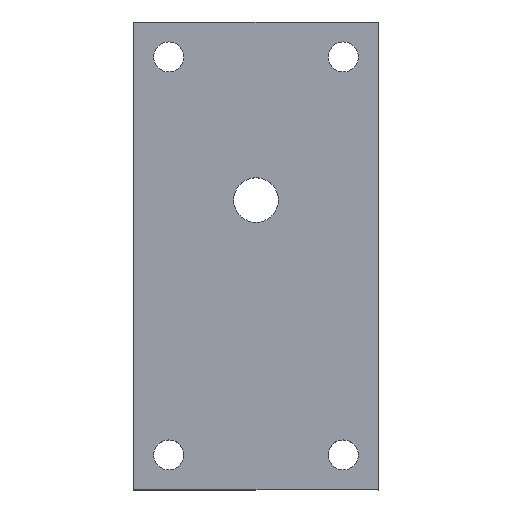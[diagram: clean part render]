
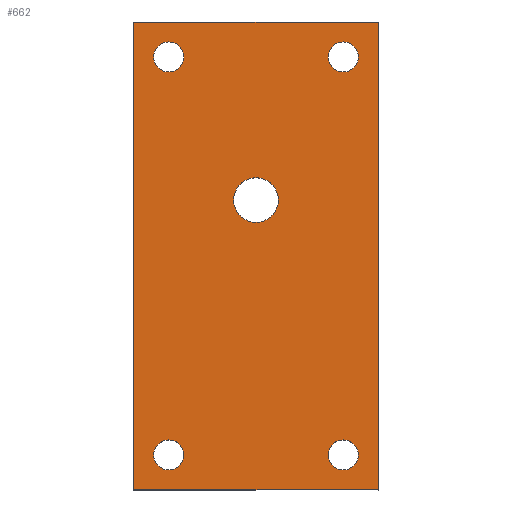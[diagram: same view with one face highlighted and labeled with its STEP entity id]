
A CAD part, top view. The second image highlights one B-rep face of the part: STEP entity #662.
In plain terms, the highlighted planar face has unit normal (0, 0, 1).
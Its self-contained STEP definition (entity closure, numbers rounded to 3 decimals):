
#1 = CARTESIAN_POINT ( 'NONE',  ( -12.5, -36., 8. ) ) ;
#2 = DIRECTION ( 'NONE',  ( 0., 0., 1. ) ) ;
#5 = AXIS2_PLACEMENT_3D ( 'NONE', #449, #69, #758 ) ;
#6 = LINE ( 'NONE', #284, #329 ) ;
#18 = CIRCLE ( 'NONE', #184, 2.15 ) ;
#22 = EDGE_CURVE ( 'NONE', #276, #409, #52, .T. ) ;
#28 = DIRECTION ( 'NONE',  ( 0., 1., 0. ) ) ;
#34 = ORIENTED_EDGE ( 'NONE', *, *, #221, .F. ) ;
#43 = ORIENTED_EDGE ( 'NONE', *, *, #247, .F. ) ;
#45 = DIRECTION ( 'NONE',  ( 0., 0., 1. ) ) ;
#52 = CIRCLE ( 'NONE', #406, 3.2 ) ;
#56 = AXIS2_PLACEMENT_3D ( 'NONE', #372, #447, #262 ) ;
#60 = AXIS2_PLACEMENT_3D ( 'NONE', #551, #296, #240 ) ;
#62 = CIRCLE ( 'NONE', #5, 3.2 ) ;
#69 = DIRECTION ( 'NONE',  ( 0., 0., 1. ) ) ;
#74 = VECTOR ( 'NONE', #224, 1000. ) ;
#99 = CARTESIAN_POINT ( 'NONE',  ( -10.35, 21., 8. ) ) ;
#102 = EDGE_CURVE ( 'NONE', #119, #602, #18, .T. ) ;
#107 = ORIENTED_EDGE ( 'NONE', *, *, #530, .F. ) ;
#108 = DIRECTION ( 'NONE',  ( 0., 0., 1. ) ) ;
#116 = CARTESIAN_POINT ( 'NONE',  ( 0., 0.5, 8. ) ) ;
#119 = VERTEX_POINT ( 'NONE', #188 ) ;
#120 = EDGE_CURVE ( 'NONE', #800, #424, #579, .T. ) ;
#123 = CARTESIAN_POINT ( 'NONE',  ( -12.5, -36., 8. ) ) ;
#141 = VECTOR ( 'NONE', #192, 1000. ) ;
#153 = EDGE_LOOP ( 'NONE', ( #180, #107 ) ) ;
#156 = AXIS2_PLACEMENT_3D ( 'NONE', #231, #45, #486 ) ;
#160 = EDGE_LOOP ( 'NONE', ( #200, #353 ) ) ;
#161 = DIRECTION ( 'NONE',  ( 1., 0., 0. ) ) ;
#169 = CARTESIAN_POINT ( 'NONE',  ( 14.65, 21., 8. ) ) ;
#174 = AXIS2_PLACEMENT_3D ( 'NONE', #413, #223, #338 ) ;
#180 = ORIENTED_EDGE ( 'NONE', *, *, #657, .F. ) ;
#181 = DIRECTION ( 'NONE',  ( 0., 0., 1. ) ) ;
#184 = AXIS2_PLACEMENT_3D ( 'NONE', #689, #2, #199 ) ;
#188 = CARTESIAN_POINT ( 'NONE',  ( 10.35, 21., 8. ) ) ;
#192 = DIRECTION ( 'NONE',  ( 0., -1., 0. ) ) ;
#193 = CARTESIAN_POINT ( 'NONE',  ( -14.65, -36., 8. ) ) ;
#194 = DIRECTION ( 'NONE',  ( 0., 0., 1. ) ) ;
#199 = DIRECTION ( 'NONE',  ( 1., 0., 0. ) ) ;
#200 = ORIENTED_EDGE ( 'NONE', *, *, #22, .F. ) ;
#207 = EDGE_CURVE ( 'NONE', #411, #800, #793, .T. ) ;
#212 = AXIS2_PLACEMENT_3D ( 'NONE', #324, #194, #702 ) ;
#221 = EDGE_CURVE ( 'NONE', #602, #119, #782, .T. ) ;
#223 = DIRECTION ( 'NONE',  ( 0., 0., 1. ) ) ;
#224 = DIRECTION ( 'NONE',  ( -1., 0., 0. ) ) ;
#225 = VECTOR ( 'NONE', #28, 1000. ) ;
#231 = CARTESIAN_POINT ( 'NONE',  ( 12.5, -36., 8. ) ) ;
#233 = ORIENTED_EDGE ( 'NONE', *, *, #347, .T. ) ;
#240 = DIRECTION ( 'NONE',  ( 1., 0., 0. ) ) ;
#246 = VERTEX_POINT ( 'NONE', #630 ) ;
#247 = EDGE_CURVE ( 'NONE', #246, #290, #590, .T. ) ;
#262 = DIRECTION ( 'NONE',  ( 1., 0., 0. ) ) ;
#276 = VERTEX_POINT ( 'NONE', #507 ) ;
#284 = CARTESIAN_POINT ( 'NONE',  ( 17.5, -41., 8. ) ) ;
#290 = VERTEX_POINT ( 'NONE', #193 ) ;
#294 = DIRECTION ( 'NONE',  ( 1., 0., 0. ) ) ;
#296 = DIRECTION ( 'NONE',  ( 0., 0., 1. ) ) ;
#303 = EDGE_CURVE ( 'NONE', #759, #581, #769, .T. ) ;
#321 = VERTEX_POINT ( 'NONE', #661 ) ;
#324 = CARTESIAN_POINT ( 'NONE',  ( 12.5, -36., 8. ) ) ;
#329 = VECTOR ( 'NONE', #161, 1000. ) ;
#335 = CIRCLE ( 'NONE', #570, 2.15 ) ;
#338 = DIRECTION ( 'NONE',  ( 1., 0., 0. ) ) ;
#339 = ORIENTED_EDGE ( 'NONE', *, *, #303, .F. ) ;
#347 = EDGE_CURVE ( 'NONE', #321, #411, #731, .T. ) ;
#353 = ORIENTED_EDGE ( 'NONE', *, *, #470, .F. ) ;
#364 = CARTESIAN_POINT ( 'NONE',  ( -17.5, -41., 8. ) ) ;
#372 = CARTESIAN_POINT ( 'NONE',  ( -12.5, 21., 8. ) ) ;
#384 = EDGE_LOOP ( 'NONE', ( #393, #559, #233, #468 ) ) ;
#393 = ORIENTED_EDGE ( 'NONE', *, *, #120, .T. ) ;
#406 = AXIS2_PLACEMENT_3D ( 'NONE', #116, #181, #294 ) ;
#409 = VERTEX_POINT ( 'NONE', #622 ) ;
#411 = VERTEX_POINT ( 'NONE', #488 ) ;
#413 = CARTESIAN_POINT ( 'NONE',  ( -12.5, 21., 8. ) ) ;
#417 = ORIENTED_EDGE ( 'NONE', *, *, #439, .F. ) ;
#424 = VERTEX_POINT ( 'NONE', #685 ) ;
#426 = DIRECTION ( 'NONE',  ( 1., 0., 0. ) ) ;
#434 = CARTESIAN_POINT ( 'NONE',  ( 14.65, -36., 8. ) ) ;
#439 = EDGE_CURVE ( 'NONE', #290, #246, #335, .T. ) ;
#447 = DIRECTION ( 'NONE',  ( 0., 0., 1. ) ) ;
#449 = CARTESIAN_POINT ( 'NONE',  ( 0., 0.5, 8. ) ) ;
#462 = EDGE_LOOP ( 'NONE', ( #540, #34 ) ) ;
#468 = ORIENTED_EDGE ( 'NONE', *, *, #207, .T. ) ;
#470 = EDGE_CURVE ( 'NONE', #409, #276, #62, .T. ) ;
#474 = FACE_BOUND ( 'NONE', #160, .T. ) ;
#486 = DIRECTION ( 'NONE',  ( 1., 0., 0. ) ) ;
#488 = CARTESIAN_POINT ( 'NONE',  ( 17.5, 26., 8. ) ) ;
#489 = DIRECTION ( 'NONE',  ( 1., 0., 0. ) ) ;
#494 = CIRCLE ( 'NONE', #156, 2.15 ) ;
#504 = DIRECTION ( 'NONE',  ( 1., 0., 0. ) ) ;
#507 = CARTESIAN_POINT ( 'NONE',  ( -3.2, 0.5, 8. ) ) ;
#521 = CARTESIAN_POINT ( 'NONE',  ( 17.5, 26., 8. ) ) ;
#530 = EDGE_CURVE ( 'NONE', #719, #591, #655, .T. ) ;
#536 = CARTESIAN_POINT ( 'NONE',  ( 10.35, -36., 8. ) ) ;
#540 = ORIENTED_EDGE ( 'NONE', *, *, #102, .F. ) ;
#551 = CARTESIAN_POINT ( 'NONE',  ( 0., 0., 8. ) ) ;
#559 = ORIENTED_EDGE ( 'NONE', *, *, #561, .T. ) ;
#561 = EDGE_CURVE ( 'NONE', #424, #321, #6, .T. ) ;
#570 = AXIS2_PLACEMENT_3D ( 'NONE', #1, #677, #426 ) ;
#579 = LINE ( 'NONE', #364, #141 ) ;
#581 = VERTEX_POINT ( 'NONE', #99 ) ;
#588 = CIRCLE ( 'NONE', #56, 2.15 ) ;
#589 = FACE_OUTER_BOUND ( 'NONE', #384, .T. ) ;
#590 = CIRCLE ( 'NONE', #792, 2.15 ) ;
#591 = VERTEX_POINT ( 'NONE', #536 ) ;
#596 = CARTESIAN_POINT ( 'NONE',  ( 17.5, -41., 8. ) ) ;
#602 = VERTEX_POINT ( 'NONE', #169 ) ;
#622 = CARTESIAN_POINT ( 'NONE',  ( 3.2, 0.5, 8. ) ) ;
#630 = CARTESIAN_POINT ( 'NONE',  ( -10.35, -36., 8. ) ) ;
#642 = CARTESIAN_POINT ( 'NONE',  ( -17.5, 26., 8. ) ) ;
#646 = FACE_BOUND ( 'NONE', #675, .T. ) ;
#652 = AXIS2_PLACEMENT_3D ( 'NONE', #722, #108, #489 ) ;
#655 = CIRCLE ( 'NONE', #212, 2.15 ) ;
#657 = EDGE_CURVE ( 'NONE', #591, #719, #494, .T. ) ;
#659 = EDGE_LOOP ( 'NONE', ( #417, #43 ) ) ;
#661 = CARTESIAN_POINT ( 'NONE',  ( 17.5, -41., 8. ) ) ;
#662 = ADVANCED_FACE ( 'NONE', ( #670, #646, #755, #806, #474, #589 ), #810, .T. ) ;
#667 = ORIENTED_EDGE ( 'NONE', *, *, #821, .F. ) ;
#670 = FACE_BOUND ( 'NONE', #462, .T. ) ;
#675 = EDGE_LOOP ( 'NONE', ( #339, #667 ) ) ;
#677 = DIRECTION ( 'NONE',  ( 0., 0., 1. ) ) ;
#685 = CARTESIAN_POINT ( 'NONE',  ( -17.5, -41., 8. ) ) ;
#689 = CARTESIAN_POINT ( 'NONE',  ( 12.5, 21., 8. ) ) ;
#690 = DIRECTION ( 'NONE',  ( 0., 0., 1. ) ) ;
#702 = DIRECTION ( 'NONE',  ( 1., 0., 0. ) ) ;
#719 = VERTEX_POINT ( 'NONE', #434 ) ;
#722 = CARTESIAN_POINT ( 'NONE',  ( 12.5, 21., 8. ) ) ;
#731 = LINE ( 'NONE', #596, #225 ) ;
#752 = CARTESIAN_POINT ( 'NONE',  ( -14.65, 21., 8. ) ) ;
#755 = FACE_BOUND ( 'NONE', #659, .T. ) ;
#758 = DIRECTION ( 'NONE',  ( 1., 0., 0. ) ) ;
#759 = VERTEX_POINT ( 'NONE', #752 ) ;
#769 = CIRCLE ( 'NONE', #174, 2.15 ) ;
#782 = CIRCLE ( 'NONE', #652, 2.15 ) ;
#792 = AXIS2_PLACEMENT_3D ( 'NONE', #123, #690, #504 ) ;
#793 = LINE ( 'NONE', #521, #74 ) ;
#800 = VERTEX_POINT ( 'NONE', #642 ) ;
#806 = FACE_BOUND ( 'NONE', #153, .T. ) ;
#810 = PLANE ( 'NONE',  #60 ) ;
#821 = EDGE_CURVE ( 'NONE', #581, #759, #588, .T. ) ;
